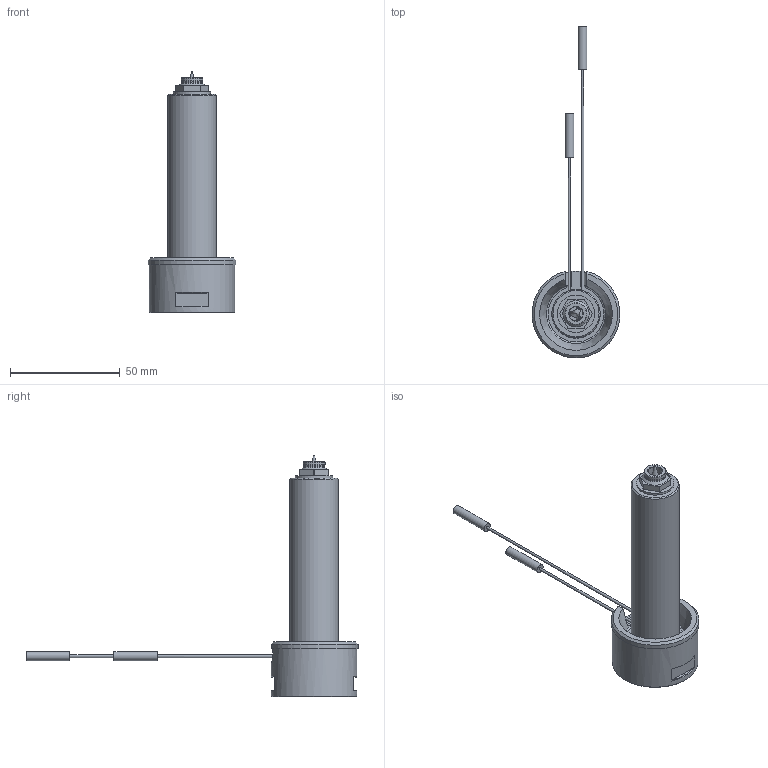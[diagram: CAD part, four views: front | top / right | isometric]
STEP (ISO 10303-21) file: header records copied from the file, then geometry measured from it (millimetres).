
FILE_DESCRIPTION(/* description */ (''),/* implementation_level */ '2;1');
FILE_NAME(/* name */ 'HSCM85B10A.stp',/* time_stamp */ '2022-11-21T18:36:22+09:00',/* author */ (''),/* organization */ (''),/* preprocessor_version */ 'ST-DEVELOPER v18.102',/* originating_system */ 'SIEMENS PLM Software NX 2023',/* authorisation */ '');
FILE_SCHEMA (('AUTOMOTIVE_DESIGN { 1 0 10303 214 3 1 1 1 }'));
Length unit declared in the file: millimetre
Products named in the file (1): HSCM85B10A
Bounding box: 39.97 x 151 x 110 mm (x, y, z)
Volume: 52135.9 mm3; surface area: 13810.6 mm2
Topology: 1 solids, 1 shells, 75 faces, 174 edges, 115 vertices
Faces by surface type: plane 30, cylinder 23, cone 13, torus 8, sphere 1
Full cylindrical faces by diameter (mm): 1.2 x2, 4 x3, 6.35 x1, 9.6 x1, 10 x1, 16.9 x1, 22 x1, 39 x1
Entity records: 2264 total; most frequent: CARTESIAN_POINT 673, DIRECTION 332, ORIENTED_EDGE 282, AXIS2_PLACEMENT_3D 144, EDGE_CURVE 141, EDGE_LOOP 112, VERTEX_POINT 105, ADVANCED_FACE 75
